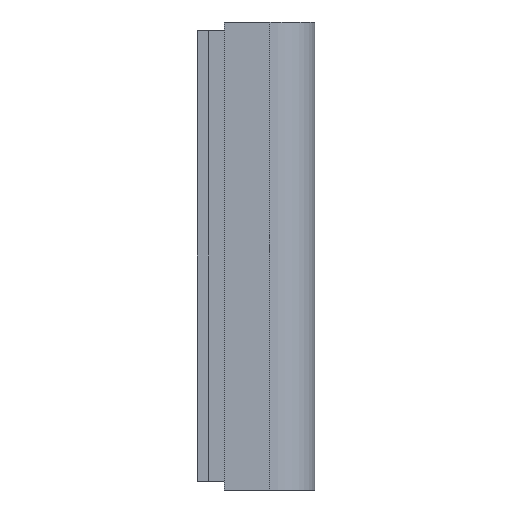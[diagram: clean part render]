
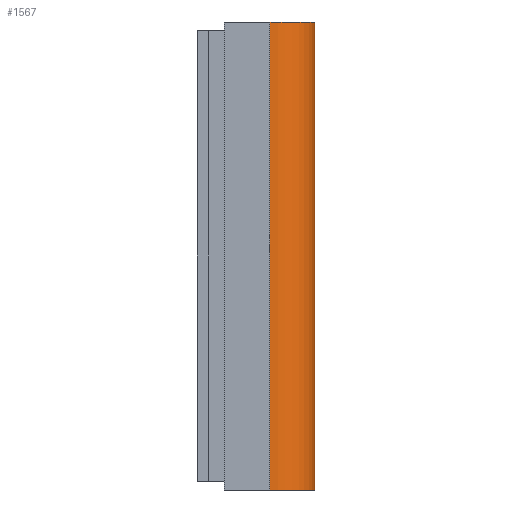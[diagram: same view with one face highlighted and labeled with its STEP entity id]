
A CAD part, front view. The second image highlights one B-rep face of the part: STEP entity #1567.
In plain terms, the highlighted cylindrical face has radius 5 mm (diameter 10 mm), a partial arc.
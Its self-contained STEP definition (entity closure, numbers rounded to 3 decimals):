
#45=CYLINDRICAL_SURFACE('',#1694,5.);
#84=CIRCLE('',#1629,5.);
#105=CIRCLE('',#1695,5.);
#227=FACE_OUTER_BOUND('',#350,.T.);
#350=EDGE_LOOP('',(#1412,#1413,#1414,#1415));
#367=LINE('',#2138,#517);
#501=LINE('',#2754,#651);
#517=VECTOR('',#1725,52.);
#651=VECTOR('',#2091,52.);
#663=VERTEX_POINT('',#2134);
#665=VERTEX_POINT('',#2137);
#753=VERTEX_POINT('',#2421);
#799=VERTEX_POINT('',#2752);
#814=EDGE_CURVE('',#665,#663,#367,.T.);
#924=EDGE_CURVE('',#753,#663,#84,.T.);
#1006=EDGE_CURVE('',#799,#753,#501,.T.);
#1008=EDGE_CURVE('',#665,#799,#105,.T.);
#1412=ORIENTED_EDGE('',*,*,#924,.F.);
#1413=ORIENTED_EDGE('',*,*,#1006,.F.);
#1414=ORIENTED_EDGE('',*,*,#1008,.F.);
#1415=ORIENTED_EDGE('',*,*,#814,.T.);
#1567=ADVANCED_FACE('',(#227),#45,.T.);
#1629=AXIS2_PLACEMENT_3D('',#2423,#1902,#1903);
#1694=AXIS2_PLACEMENT_3D('',#2757,#2095,#2096);
#1695=AXIS2_PLACEMENT_3D('',#2758,#2097,#2098);
#1725=DIRECTION('',(0.,0.,1.));
#1902=DIRECTION('center_axis',(0.,0.,
1.));
#1903=DIRECTION('ref_axis',(0.,1.,0.));
#2091=DIRECTION('',(0.,0.,1.));
#2095=DIRECTION('center_axis',(0.,0.,1.));
#2096=DIRECTION('ref_axis',(0.,1.,0.));
#2097=DIRECTION('center_axis',(0.,0.,-1.));
#2098=DIRECTION('ref_axis',(0.,1.,0.));
#2134=CARTESIAN_POINT('',(0.,5.,52.));
#2137=CARTESIAN_POINT('',(0.,5.,0.));
#2138=CARTESIAN_POINT('',(0.,5.,0.));
#2421=CARTESIAN_POINT('',(-5.,0.,52.));
#2423=CARTESIAN_POINT('Origin',(-5.,5.,52.));
#2752=CARTESIAN_POINT('',(-5.,0.,0.));
#2754=CARTESIAN_POINT('',(-5.,0.,0.));
#2757=CARTESIAN_POINT('Origin',(-5.,5.,0.));
#2758=CARTESIAN_POINT('Origin',(-5.,5.,0.));
